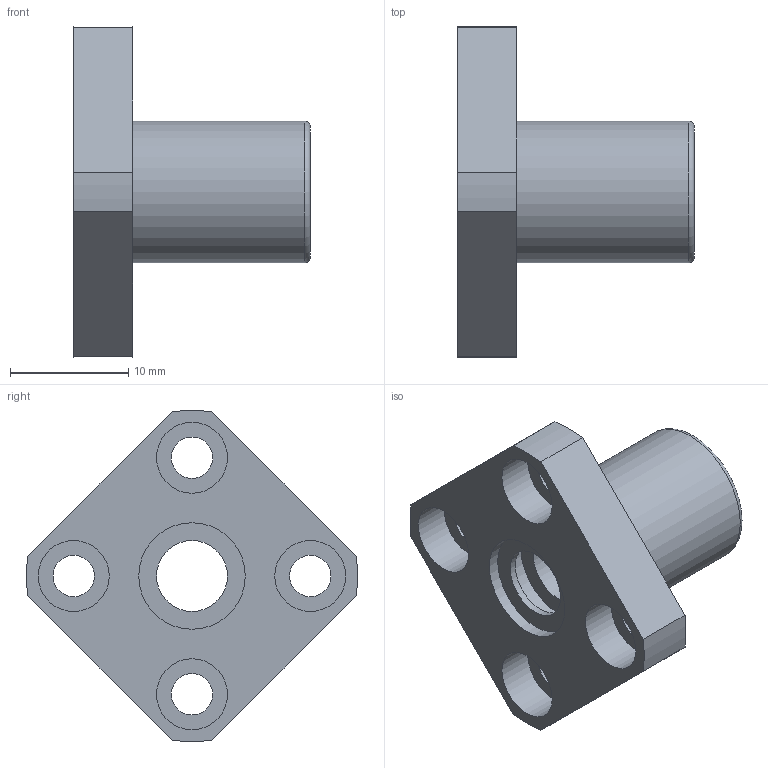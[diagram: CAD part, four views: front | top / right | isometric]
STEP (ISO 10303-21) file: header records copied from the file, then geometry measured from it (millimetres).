
FILE_DESCRIPTION(/* description */ ('STEP AP203'),/* implementation_level */ '2;1');
FILE_NAME(/* name */ 'STK6B',/* time_stamp */ '2022-08-19T11:54:08+02:00',/* author */ ('License CC BY-ND 4.0'),/* organization */ ('CADENAS'),/* preprocessor_version */ 'ST-DEVELOPER v18.102',/* originating_system */ 'PARTsolutions',/* authorisation */ ' ');
FILE_SCHEMA (('CONFIG_CONTROL_DESIGN'));
Length unit declared in the file: millimetre
Products named in the file (1): STK6B
Bounding box: 20 x 27.98 x 27.98 mm (x, y, z)
Volume: 2852.2 mm3; surface area: 2679.4 mm2
Topology: 1 solids, 1 shells, 38 faces, 75 edges, 50 vertices
Faces by surface type: cylinder 20, plane 17, torus 1
Full cylindrical faces by diameter (mm): 3.5 x4, 6 x7, 9 x4, 12 x1
Entity records: 956 total; most frequent: DIRECTION 176, CARTESIAN_POINT 145, ORIENTED_EDGE 114, AXIS2_PLACEMENT_3D 80, EDGE_LOOP 76, FACE_BOUND 76, EDGE_CURVE 57, VERTEX_POINT 49
